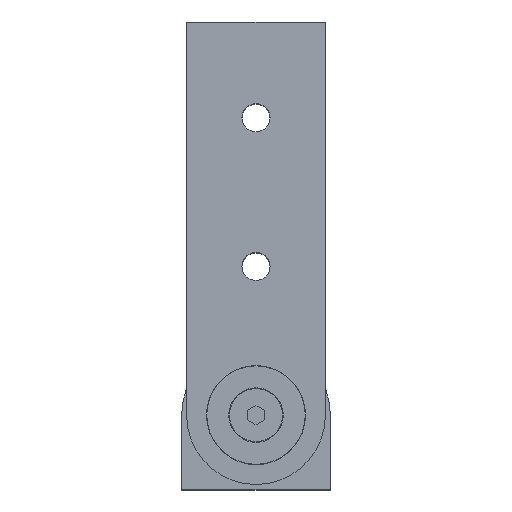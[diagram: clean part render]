
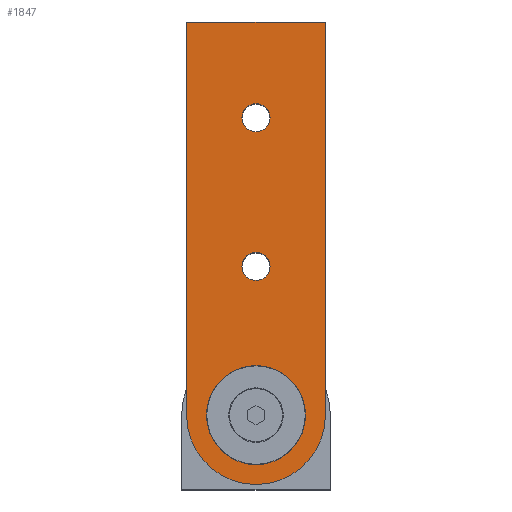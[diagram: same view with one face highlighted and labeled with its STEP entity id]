
A CAD part, top view. The second image highlights one B-rep face of the part: STEP entity #1847.
In plain terms, the highlighted planar face has unit normal (0, 0, 1).
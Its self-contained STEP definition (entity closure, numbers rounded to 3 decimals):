
#106 = AXIS2_PLACEMENT_3D ( 'NONE', #2888, #2323, #3799 ) ;
#122 = FACE_BOUND ( 'NONE', #1510, .T. ) ;
#137 = CARTESIAN_POINT ( 'NONE',  ( -4.25, 30.5, 0. ) ) ;
#184 = DIRECTION ( 'NONE',  ( 0., -1., 0. ) ) ;
#247 = CIRCLE ( 'NONE', #1511, 15. ) ;
#294 = DIRECTION ( 'NONE',  ( 0., 0., -1. ) ) ;
#298 = CARTESIAN_POINT ( 'NONE',  ( 0., -59.5, 0. ) ) ;
#301 = AXIS2_PLACEMENT_3D ( 'NONE', #951, #3010, #1837 ) ;
#326 = ORIENTED_EDGE ( 'NONE', *, *, #3159, .T. ) ;
#329 = DIRECTION ( 'NONE',  ( 0., 1., 0. ) ) ;
#331 = DIRECTION ( 'NONE',  ( 1., 0., 0. ) ) ;
#410 = ORIENTED_EDGE ( 'NONE', *, *, #3449, .T. ) ;
#456 = EDGE_CURVE ( 'NONE', #2226, #2652, #1331, .T. ) ;
#481 = EDGE_CURVE ( 'NONE', #3092, #2361, #1866, .T. ) ;
#586 = CARTESIAN_POINT ( 'NONE',  ( 4.25, 30.5, 0. ) ) ;
#597 = CARTESIAN_POINT ( 'NONE',  ( 0., 30.5, 0. ) ) ;
#665 = DIRECTION ( 'NONE',  ( 0., 0., -1. ) ) ;
#796 = VECTOR ( 'NONE', #3105, 1000. ) ;
#893 = ORIENTED_EDGE ( 'NONE', *, *, #2462, .T. ) ;
#951 = CARTESIAN_POINT ( 'NONE',  ( 0., 30.5, 0. ) ) ;
#998 = CARTESIAN_POINT ( 'NONE',  ( -21., 59.5, 0. ) ) ;
#1028 = EDGE_CURVE ( 'NONE', #2361, #3092, #3354, .T. ) ;
#1080 = EDGE_LOOP ( 'NONE', ( #2850, #2511, #410, #326 ) ) ;
#1145 = CARTESIAN_POINT ( 'NONE',  ( -21., -59.5, 0. ) ) ;
#1234 = CARTESIAN_POINT ( 'NONE',  ( -4.25, -14.5, 0. ) ) ;
#1269 = CARTESIAN_POINT ( 'NONE',  ( 0., -59.5, 0. ) ) ;
#1310 = EDGE_CURVE ( 'NONE', #3632, #2652, #3161, .T. ) ;
#1331 = CIRCLE ( 'NONE', #3657, 21. ) ;
#1339 = DIRECTION ( 'NONE',  ( 0., 0., 1. ) ) ;
#1342 = CARTESIAN_POINT ( 'NONE',  ( 15., -59.5, 0. ) ) ;
#1384 = ORIENTED_EDGE ( 'NONE', *, *, #1475, .T. ) ;
#1442 = VERTEX_POINT ( 'NONE', #1342 ) ;
#1475 = EDGE_CURVE ( 'NONE', #2861, #1707, #3349, .T. ) ;
#1483 = ORIENTED_EDGE ( 'NONE', *, *, #1028, .T. ) ;
#1490 = DIRECTION ( 'NONE',  ( -1., 0., 0. ) ) ;
#1510 = EDGE_LOOP ( 'NONE', ( #3084, #1384 ) ) ;
#1511 = AXIS2_PLACEMENT_3D ( 'NONE', #1269, #665, #331 ) ;
#1533 = AXIS2_PLACEMENT_3D ( 'NONE', #2459, #2489, #3642 ) ;
#1633 = DIRECTION ( 'NONE',  ( 0., 0., -1. ) ) ;
#1634 = PLANE ( 'NONE',  #2908 ) ;
#1644 = CARTESIAN_POINT ( 'NONE',  ( 21., -59.5, 0. ) ) ;
#1707 = VERTEX_POINT ( 'NONE', #1234 ) ;
#1739 = EDGE_LOOP ( 'NONE', ( #1825, #1483 ) ) ;
#1800 = DIRECTION ( 'NONE',  ( -1., 0., 0. ) ) ;
#1825 = ORIENTED_EDGE ( 'NONE', *, *, #481, .T. ) ;
#1837 = DIRECTION ( 'NONE',  ( -1., 0., 0. ) ) ;
#1847 = ADVANCED_FACE ( 'NONE', ( #3628, #122, #3059, #2279 ), #1634, .T. ) ;
#1866 = CIRCLE ( 'NONE', #301, 4.25 ) ;
#1984 = CARTESIAN_POINT ( 'NONE',  ( 21., 59.5, 0. ) ) ;
#2078 = VERTEX_POINT ( 'NONE', #2672 ) ;
#2146 = EDGE_CURVE ( 'NONE', #1707, #2861, #2551, .T. ) ;
#2226 = VERTEX_POINT ( 'NONE', #1644 ) ;
#2255 = VECTOR ( 'NONE', #329, 1000. ) ;
#2279 = FACE_BOUND ( 'NONE', #1739, .T. ) ;
#2323 = DIRECTION ( 'NONE',  ( 0., 0., -1. ) ) ;
#2361 = VERTEX_POINT ( 'NONE', #586 ) ;
#2366 = CARTESIAN_POINT ( 'NONE',  ( -15., -59.5, 0. ) ) ;
#2459 = CARTESIAN_POINT ( 'NONE',  ( 0., -14.5, 0. ) ) ;
#2462 = EDGE_CURVE ( 'NONE', #1442, #3459, #3485, .T. ) ;
#2484 = AXIS2_PLACEMENT_3D ( 'NONE', #2799, #1633, #3703 ) ;
#2489 = DIRECTION ( 'NONE',  ( 0., 0., -1. ) ) ;
#2511 = ORIENTED_EDGE ( 'NONE', *, *, #456, .F. ) ;
#2517 = CARTESIAN_POINT ( 'NONE',  ( -21., 59.5, 0. ) ) ;
#2522 = LINE ( 'NONE', #2674, #2255 ) ;
#2536 = ORIENTED_EDGE ( 'NONE', *, *, #2683, .T. ) ;
#2551 = CIRCLE ( 'NONE', #1533, 4.25 ) ;
#2652 = VERTEX_POINT ( 'NONE', #1145 ) ;
#2672 = CARTESIAN_POINT ( 'NONE',  ( 21., 59.5, 0. ) ) ;
#2674 = CARTESIAN_POINT ( 'NONE',  ( 21., -59.5, 0. ) ) ;
#2683 = EDGE_CURVE ( 'NONE', #3459, #1442, #247, .T. ) ;
#2788 = CARTESIAN_POINT ( 'NONE',  ( 0., -59.5, 0. ) ) ;
#2799 = CARTESIAN_POINT ( 'NONE',  ( 0., -59.5, 0. ) ) ;
#2850 = ORIENTED_EDGE ( 'NONE', *, *, #1310, .T. ) ;
#2861 = VERTEX_POINT ( 'NONE', #3390 ) ;
#2888 = CARTESIAN_POINT ( 'NONE',  ( 0., -14.5, 0. ) ) ;
#2908 = AXIS2_PLACEMENT_3D ( 'NONE', #2788, #1339, #3704 ) ;
#2937 = AXIS2_PLACEMENT_3D ( 'NONE', #597, #294, #1490 ) ;
#2980 = VECTOR ( 'NONE', #184, 1000. ) ;
#3010 = DIRECTION ( 'NONE',  ( 0., 0., -1. ) ) ;
#3059 = FACE_OUTER_BOUND ( 'NONE', #1080, .T. ) ;
#3084 = ORIENTED_EDGE ( 'NONE', *, *, #2146, .T. ) ;
#3092 = VERTEX_POINT ( 'NONE', #137 ) ;
#3105 = DIRECTION ( 'NONE',  ( -1., 0., 0. ) ) ;
#3159 = EDGE_CURVE ( 'NONE', #2078, #3632, #3272, .T. ) ;
#3161 = LINE ( 'NONE', #2517, #2980 ) ;
#3272 = LINE ( 'NONE', #1984, #796 ) ;
#3349 = CIRCLE ( 'NONE', #106, 4.25 ) ;
#3354 = CIRCLE ( 'NONE', #2937, 4.25 ) ;
#3390 = CARTESIAN_POINT ( 'NONE',  ( 4.25, -14.5, 0. ) ) ;
#3449 = EDGE_CURVE ( 'NONE', #2226, #2078, #2522, .T. ) ;
#3459 = VERTEX_POINT ( 'NONE', #2366 ) ;
#3485 = CIRCLE ( 'NONE', #2484, 15. ) ;
#3518 = EDGE_LOOP ( 'NONE', ( #893, #2536 ) ) ;
#3570 = DIRECTION ( 'NONE',  ( 0., 0., -1. ) ) ;
#3628 = FACE_BOUND ( 'NONE', #3518, .T. ) ;
#3632 = VERTEX_POINT ( 'NONE', #998 ) ;
#3642 = DIRECTION ( 'NONE',  ( -1., 0., 0. ) ) ;
#3657 = AXIS2_PLACEMENT_3D ( 'NONE', #298, #3570, #1800 ) ;
#3703 = DIRECTION ( 'NONE',  ( 1., 0., 0. ) ) ;
#3704 = DIRECTION ( 'NONE',  ( 1., 0., 0. ) ) ;
#3799 = DIRECTION ( 'NONE',  ( -1., 0., 0. ) ) ;
